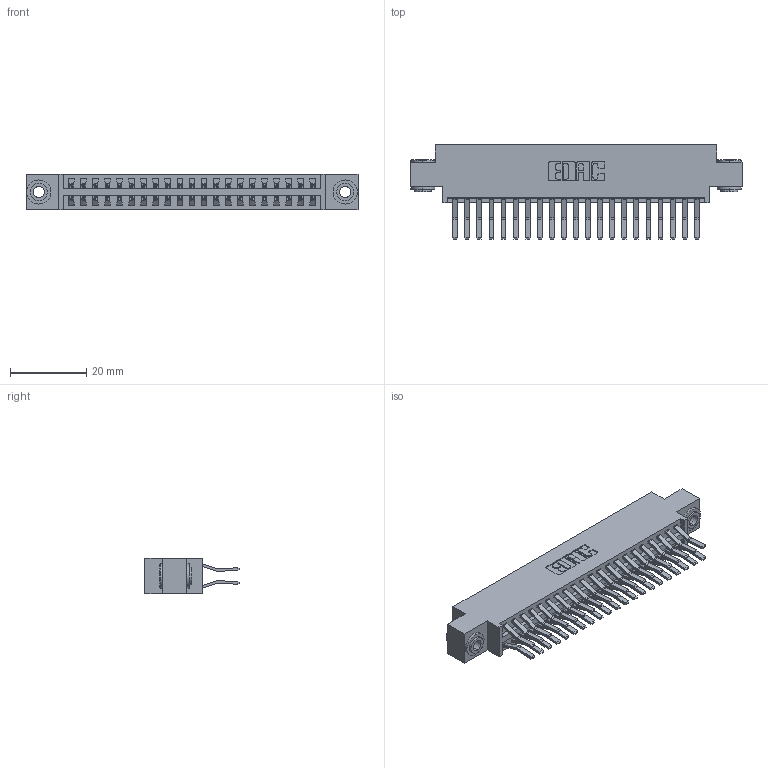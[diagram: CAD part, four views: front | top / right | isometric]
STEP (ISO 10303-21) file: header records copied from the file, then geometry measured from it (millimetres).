
FILE_DESCRIPTION (( 'STEP AP203' ), '1' );
FILE_NAME ('396-042-560-803.STEP', '2018-09-07T01:44:34', ( '' ), ( '' ), 'SwSTEP 2.0', 'SolidWorks 2016', '' );
FILE_SCHEMA (( 'CONFIG_CONTROL_DESIGN' ));
Length unit declared in the file: inch
Products named in the file (4): 346 Part_0.170 Offset - 0.156 Dia-TH; 345-292-001_560 Tail; 345-250-002_345-250-002-102; 396-042-560-803
Assembly tree (45 placements, depth 2):
  396-042-560-803
    346 Part_0.170 Offset - 0.156 Dia-TH
    345-292-001_560 Tail  x42
    345-250-002_345-250-002-102  x2
Bounding box: 87.25 x 24.78 x 9.4 mm (x, y, z)
Volume: 8484.8 mm3; surface area: 12461.2 mm2
Topology: 45 solids, 45 shells, 2432 faces, 7179 edges, 4726 vertices
Faces by surface type: plane 1560, cylinder 864, cone 8
Entity records: 17402 total; most frequent: CARTESIAN_POINT 2875, ORIENTED_EDGE 2802, DIRECTION 2619, EDGE_CURVE 1401, VECTOR 1157, LINE 1157, VERTEX_POINT 930, AXIS2_PLACEMENT_3D 731
